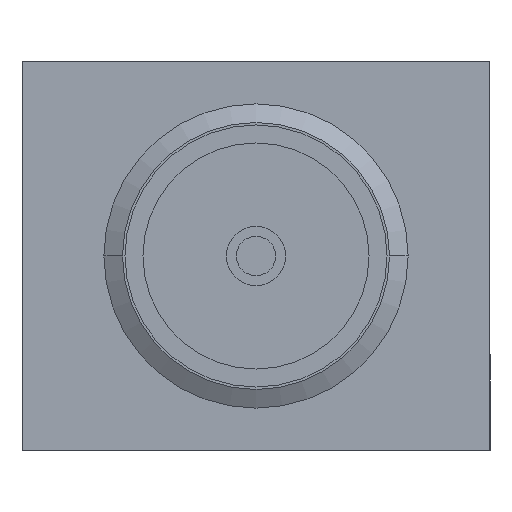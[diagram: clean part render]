
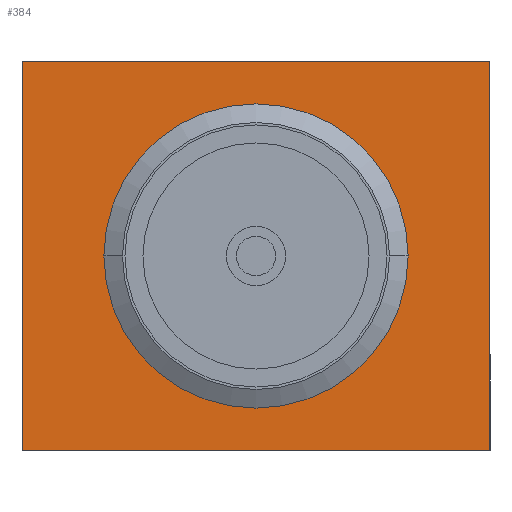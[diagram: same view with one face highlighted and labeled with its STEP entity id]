
A CAD part, left-side view. The second image highlights one B-rep face of the part: STEP entity #384.
In plain terms, the highlighted planar face has unit normal (-1, 0, 0).
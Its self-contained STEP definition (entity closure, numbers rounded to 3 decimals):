
#170=CARTESIAN_POINT('',(-2.925,2.3,0.12));
#171=VERTEX_POINT('',#170);
#187=CARTESIAN_POINT('',(-2.925,-2.3,0.12));
#188=VERTEX_POINT('',#187);
#195=CARTESIAN_POINT('',(-2.925,0.,0.12));
#196=DIRECTION('',(1.0,0.0,0.0));
#197=DIRECTION('',(0.0,1.0,0.0));
#198=AXIS2_PLACEMENT_3D('',#195,#196,#197);
#199=CIRCLE('',#198,2.3);
#200=EDGE_CURVE('',#171,#188,#199,.T.);
#211=CARTESIAN_POINT('',(-2.925,0.,0.12));
#212=DIRECTION('',(1.0,0.0,0.0));
#213=DIRECTION('',(0.0,1.0,0.0));
#214=AXIS2_PLACEMENT_3D('',#211,#212,#213);
#215=CIRCLE('',#214,2.3);
#216=EDGE_CURVE('',#188,#171,#215,.T.);
#234=CARTESIAN_POINT('',(-2.925,4.76,-3.84));
#235=VERTEX_POINT('',#234);
#236=CARTESIAN_POINT('',(-2.925,-4.76,-3.84));
#237=VERTEX_POINT('',#236);
#238=CARTESIAN_POINT('',(-2.925,4.76,-3.84));
#239=DIRECTION('',(0.0,-1.0,0.0));
#240=VECTOR('',#239,9.52);
#241=LINE('',#238,#240);
#242=EDGE_CURVE('',#235,#237,#241,.T.);
#284=CARTESIAN_POINT('',(-2.925,4.76,4.08));
#285=VERTEX_POINT('',#284);
#292=CARTESIAN_POINT('',(-2.925,-4.76,4.08));
#293=VERTEX_POINT('',#292);
#294=CARTESIAN_POINT('',(-2.925,4.76,4.08));
#295=DIRECTION('',(0.0,-1.0,0.0));
#296=VECTOR('',#295,9.52);
#297=LINE('',#294,#296);
#298=EDGE_CURVE('',#285,#293,#297,.T.);
#314=CARTESIAN_POINT('',(-2.925,-4.76,-3.84));
#315=DIRECTION('',(0.0,0.0,1.0));
#316=VECTOR('',#315,7.92);
#317=LINE('',#314,#316);
#318=EDGE_CURVE('',#237,#293,#317,.T.);
#336=CARTESIAN_POINT('',(-2.925,4.76,4.08));
#337=DIRECTION('',(0.0,0.0,-1.0));
#338=VECTOR('',#337,7.92);
#339=LINE('',#336,#338);
#340=EDGE_CURVE('',#285,#235,#339,.T.);
#369=CARTESIAN_POINT('',(-2.925,0.,0.12));
#370=DIRECTION('',(-1.0,0.0,0.0));
#371=DIRECTION('',(0.0,1.0,0.0));
#372=AXIS2_PLACEMENT_3D('',#369,#370,#371);
#373=PLANE('',#372);
#374=ORIENTED_EDGE('',*,*,#298,.F.);
#375=ORIENTED_EDGE('',*,*,#340,.T.);
#376=ORIENTED_EDGE('',*,*,#242,.T.);
#377=ORIENTED_EDGE('',*,*,#318,.T.);
#378=EDGE_LOOP('',(#374,#375,#376,#377));
#379=FACE_OUTER_BOUND('',#378,.T.);
#380=ORIENTED_EDGE('',*,*,#216,.T.);
#381=ORIENTED_EDGE('',*,*,#200,.T.);
#382=EDGE_LOOP('',(#380,#381));
#383=FACE_BOUND('',#382,.T.);
#384=ADVANCED_FACE('',(#379,#383),#373,.T.);
